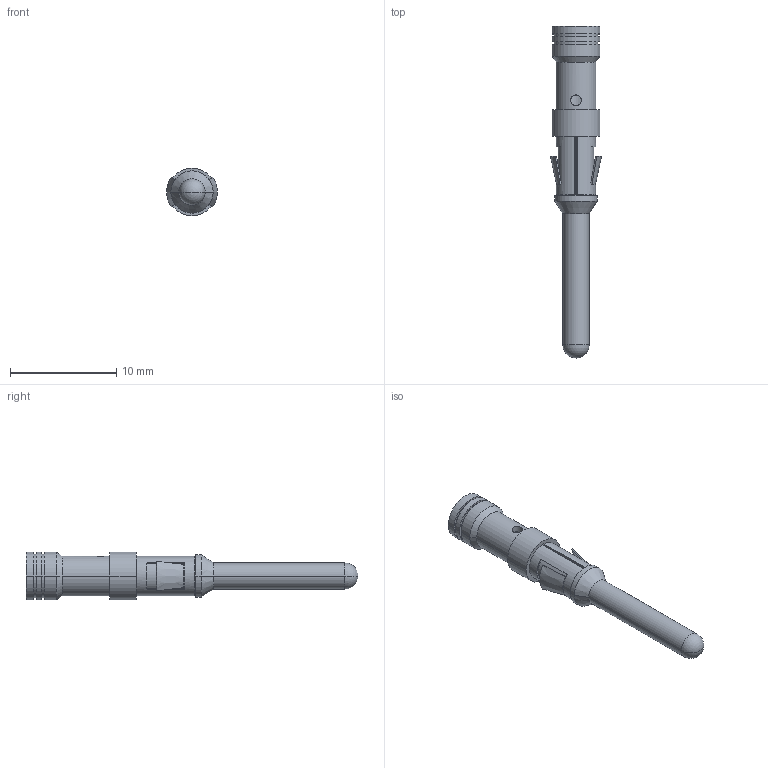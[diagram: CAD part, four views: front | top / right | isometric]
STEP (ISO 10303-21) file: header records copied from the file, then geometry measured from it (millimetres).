
FILE_DESCRIPTION((''),'2;1');
FILE_NAME('M_3','2017-08-16T',('zq.xu'),(''),'PRO/ENGINEER BY PARAMETRIC TECHNOLOGY CORPORATION, 2012480','PRO/ENGINEER BY PARAMETRIC TECHNOLOGY CORPORATION, 2012480','');
FILE_SCHEMA(('AUTOMOTIVE_DESIGN { 1 0 10303 214 1 1 1 1 }'));
Length unit declared in the file: millimetre
Products named in the file (1): M_3
Bounding box: 4.8 x 31.3 x 4.5 mm (x, y, z)
Volume: 238.4 mm3; surface area: 462.2 mm2
Topology: 1 solids, 1 shells, 84 faces, 194 edges, 117 vertices
Faces by surface type: plane 37, cylinder 27, cone 14, torus 4, sphere 2
Entity records: 2508 total; most frequent: CARTESIAN_POINT 483, DIRECTION 446, ORIENTED_EDGE 380, EDGE_CURVE 190, AXIS2_PLACEMENT_3D 177, VERTEX_POINT 117, EDGE_LOOP 95, CIRCLE 93
